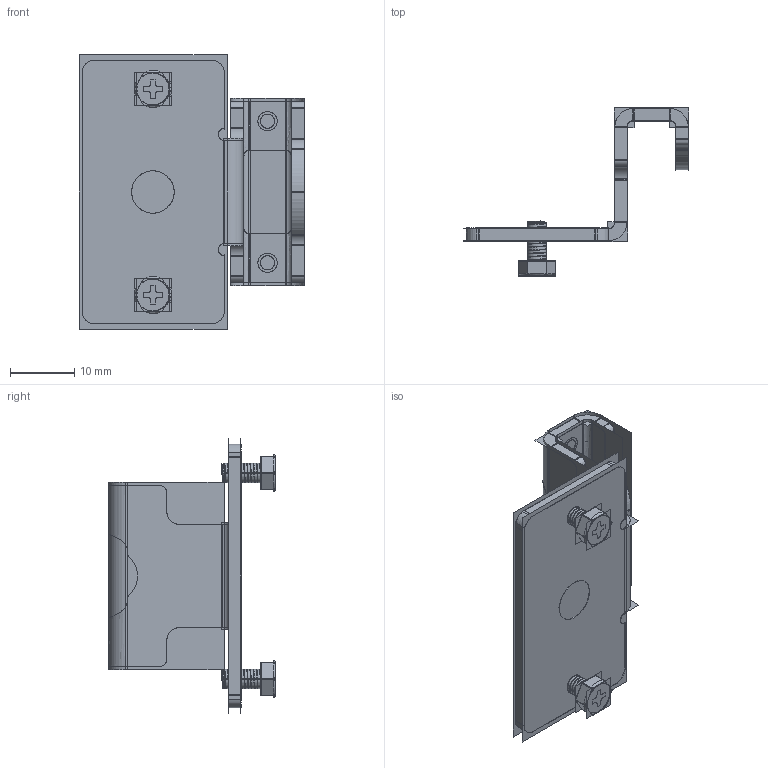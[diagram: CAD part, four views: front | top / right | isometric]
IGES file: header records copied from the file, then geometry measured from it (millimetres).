
Start section:  PTC IGES file: 147229.igs
Global section: file name: 147229.igs; native system: Creo Parametric by Parametric Technology Corporation; preprocessor: 2013230; author: pdmadmin; organization: Unknown; date: 20160204.133048; units: millimetre
Bounding box: 35.03 x 26.08 x 42.64 mm (x, y, z)
Volume: 3004.1 mm3; surface area: 19760.7 mm2
Topology: 3 solids, 7 shells, 510 faces, 2590 edges, 3258 vertices
Faces by surface type: bspline 282, revolution 228
